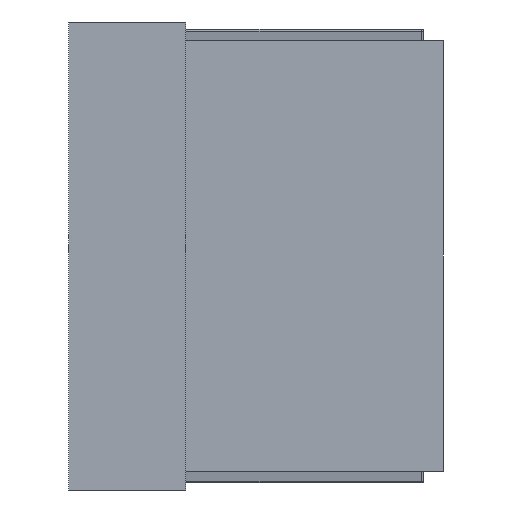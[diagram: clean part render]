
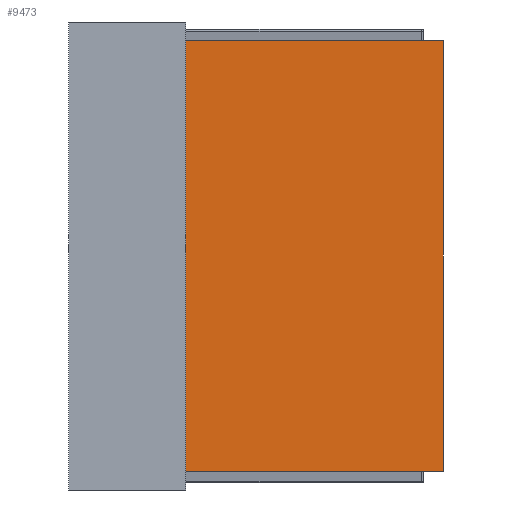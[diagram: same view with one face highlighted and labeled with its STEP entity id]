
A CAD part, left-side view. The second image highlights one B-rep face of the part: STEP entity #9473.
In plain terms, the highlighted planar face has unit normal (-1, 0, 0).
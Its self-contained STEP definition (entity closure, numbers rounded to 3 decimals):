
#9=DIRECTION('',(0.,-1.,0.));
#10=VECTOR('',#9,1.1);
#11=CARTESIAN_POINT('',(-1.25,0.325,-0.92));
#12=LINE('',#11,#10);
#1441=DIRECTION('',(0.,0.,1.));
#1442=VECTOR('',#1441,1.84);
#1443=CARTESIAN_POINT('',(-1.25,-0.775,-0.92));
#1444=LINE('',#1443,#1442);
#1445=DIRECTION('',(0.,0.,1.));
#1446=VECTOR('',#1445,1.84);
#1447=CARTESIAN_POINT('',(-1.25,0.325,-0.92));
#1448=LINE('',#1447,#1446);
#1465=DIRECTION('',(0.,-1.,0.));
#1466=VECTOR('',#1465,1.1);
#1467=CARTESIAN_POINT('',(-1.25,0.325,0.92));
#1468=LINE('',#1467,#1466);
#5969=CARTESIAN_POINT('',(-1.25,-0.775,-0.92));
#5971=VERTEX_POINT('',#5969);
#5981=CARTESIAN_POINT('',(-1.25,-0.775,0.92));
#5983=VERTEX_POINT('',#5981);
#6009=CARTESIAN_POINT('',(-1.25,0.325,-0.92));
#6010=CARTESIAN_POINT('',(-1.25,0.325,0.92));
#6011=VERTEX_POINT('',#6009);
#6012=VERTEX_POINT('',#6010);
#9461=CARTESIAN_POINT('',(-1.25,0.775,-0.92));
#9462=DIRECTION('',(-1.,0.,0.));
#9463=DIRECTION('',(0.,-1.,0.));
#9464=AXIS2_PLACEMENT_3D('',#9461,#9462,#9463);
#9465=PLANE('',#9464);
#9466=ORIENTED_EDGE('',*,*,#8482,.T.);
#9468=ORIENTED_EDGE('',*,*,#9467,.T.);
#9469=ORIENTED_EDGE('',*,*,#9453,.F.);
#9470=ORIENTED_EDGE('',*,*,#7594,.F.);
#9471=EDGE_LOOP('',(#9466,#9468,#9469,#9470));
#9472=FACE_OUTER_BOUND('',#9471,.F.);
#7594=EDGE_CURVE('',#6011,#5971,#12,.T.);
#8482=EDGE_CURVE('',#6011,#6012,#1448,.T.);
#9453=EDGE_CURVE('',#5971,#5983,#1444,.T.);
#9467=EDGE_CURVE('',#6012,#5983,#1468,.T.);
#9473=ADVANCED_FACE('',(#9472),#9465,.T.);
